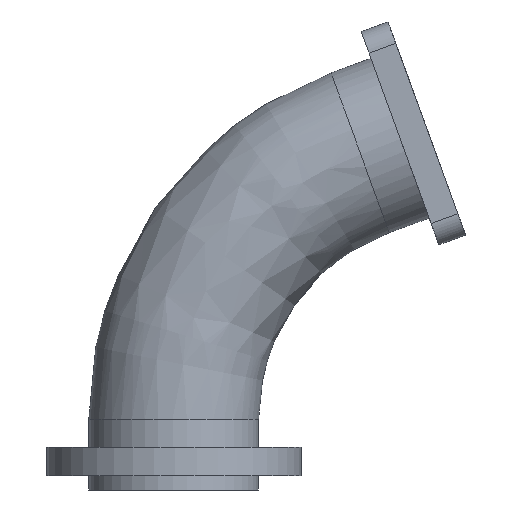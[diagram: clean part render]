
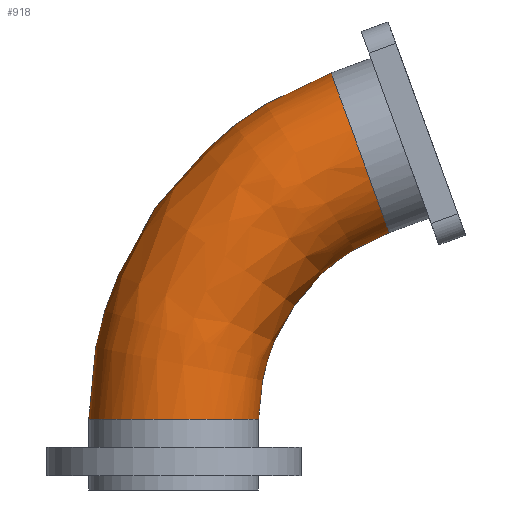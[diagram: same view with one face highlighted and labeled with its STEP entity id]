
A CAD part, left-side view. The second image highlights one B-rep face of the part: STEP entity #918.
In plain terms, the highlighted free-form (B-spline) face has degree [2, 2] with [3, 7] control points.
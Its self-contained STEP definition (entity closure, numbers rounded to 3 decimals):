
#410 = EDGE_CURVE('',#411,#413,#415,.T.);
#411 = VERTEX_POINT('',#412);
#412 = CARTESIAN_POINT('',(12.385,-31.142,
    48.334));
#413 = VERTEX_POINT('',#414);
#414 = CARTESIAN_POINT('',(12.385,-27.641,
    57.951));
#415 = ( BOUNDED_CURVE() B_SPLINE_CURVE(2,(#416,#417,#418,#419,#420,#421
,#422),.UNSPECIFIED.,.F.,.F.) B_SPLINE_CURVE_WITH_KNOTS((3,2,2,3),(
    1.963,3.796,5.629,7.462),
.PIECEWISE_BEZIER_KNOTS.) CURVE() GEOMETRIC_REPRESENTATION_ITEM() 
RATIONAL_B_SPLINE_CURVE((1.,0.609,1.,0.609,1.,
0.609,1.)) REPRESENTATION_ITEM('') );
#416 = CARTESIAN_POINT('',(12.385,-31.142,
    48.334));
#417 = CARTESIAN_POINT('',(5.712,-36.665,
    33.157));
#418 = CARTESIAN_POINT('',(-8.155,-33.028,
    43.15));
#419 = CARTESIAN_POINT('',(-22.021,-29.391,
    53.143));
#420 = CARTESIAN_POINT('',(-8.155,-25.754,
    63.135));
#421 = CARTESIAN_POINT('',(5.712,-22.117,
    73.128));
#422 = CARTESIAN_POINT('',(12.385,-27.641,
    57.951));
#713 = EDGE_CURVE('',#714,#411,#716,.T.);
#714 = VERTEX_POINT('',#715);
#715 = CARTESIAN_POINT('',(13.401,-26.288,
    51.879));
#716 = B_SPLINE_CURVE_WITH_KNOTS('',6,(#717,#718,#719,#720,#721,#722,
    #723,#724,#725,#726,#727,#728,#729,#730,#731,#732,#733),
  .UNSPECIFIED.,.F.,.F.,(7,5,5,7),(0.,0.356,0.689,1.),
  .UNSPECIFIED.);
#717 = CARTESIAN_POINT('',(13.401,-26.288,
    51.879));
#718 = CARTESIAN_POINT('',(13.401,-26.428,
    51.518));
#719 = CARTESIAN_POINT('',(13.387,-26.599,
    51.168));
#720 = CARTESIAN_POINT('',(13.36,-26.799,
    50.835));
#721 = CARTESIAN_POINT('',(13.32,-27.024,
    50.521));
#722 = CARTESIAN_POINT('',(13.269,-27.271,
    50.229));
#723 = CARTESIAN_POINT('',(13.152,-27.788,
    49.711));
#724 = CARTESIAN_POINT('',(13.088,-28.055,
    49.482));
#725 = CARTESIAN_POINT('',(13.017,-28.337,
    49.275));
#726 = CARTESIAN_POINT('',(12.942,-28.632,
    49.09));
#727 = CARTESIAN_POINT('',(12.864,-28.938,48.928));
#728 = CARTESIAN_POINT('',(12.714,-29.551,
    48.661));
#729 = CARTESIAN_POINT('',(12.641,-29.855,
    48.552));
#730 = CARTESIAN_POINT('',(12.569,-30.168,
    48.464));
#731 = CARTESIAN_POINT('',(12.502,-30.487,
    48.398));
#732 = CARTESIAN_POINT('',(12.44,-30.812,
    48.354));
#733 = CARTESIAN_POINT('',(12.385,-31.142,
    48.334));
#735 = EDGE_CURVE('',#736,#714,#738,.T.);
#736 = VERTEX_POINT('',#737);
#737 = CARTESIAN_POINT('',(13.25,-25.907,
    53.906));
#738 = B_SPLINE_CURVE_WITH_KNOTS('',6,(#739,#740,#741,#742,#743,#744,
    #745),.UNSPECIFIED.,.F.,.F.,(7,7),(0.,1.),.PIECEWISE_BEZIER_KNOTS.);
#739 = CARTESIAN_POINT('',(13.25,-25.907,
    53.906));
#740 = CARTESIAN_POINT('',(13.297,-25.907,
    53.565));
#741 = CARTESIAN_POINT('',(13.337,-25.932,
    53.221));
#742 = CARTESIAN_POINT('',(13.368,-25.982,
    52.877));
#743 = CARTESIAN_POINT('',(13.39,-26.059,
    52.537));
#744 = CARTESIAN_POINT('',(13.401,-26.161,
    52.203));
#745 = CARTESIAN_POINT('',(13.401,-26.288,
    51.879));
#747 = EDGE_CURVE('',#413,#736,#748,.T.);
#748 = B_SPLINE_CURVE_WITH_KNOTS('',7,(#749,#750,#751,#752,#753,#754,
    #755,#756,#757,#758,#759,#760,#761,#762),.UNSPECIFIED.,.F.,.F.,(8,6,
    8),(0.,0.442,1.),.UNSPECIFIED.);
#749 = CARTESIAN_POINT('',(12.385,-27.641,
    57.951));
#750 = CARTESIAN_POINT('',(12.433,-27.432,
    57.753));
#751 = CARTESIAN_POINT('',(12.485,-27.237,
    57.543));
#752 = CARTESIAN_POINT('',(12.54,-27.054,
    57.322));
#753 = CARTESIAN_POINT('',(12.597,-26.886,
    57.091));
#754 = CARTESIAN_POINT('',(12.657,-26.732,
    56.852));
#755 = CARTESIAN_POINT('',(12.717,-26.593,56.604)
  );
#756 = CARTESIAN_POINT('',(12.853,-26.313,
    56.027));
#757 = CARTESIAN_POINT('',(12.929,-26.18,
    55.694));
#758 = CARTESIAN_POINT('',(13.003,-26.072,
    55.35));
#759 = CARTESIAN_POINT('',(13.074,-25.99,
    54.997));
#760 = CARTESIAN_POINT('',(13.14,-25.935,
    54.637));
#761 = CARTESIAN_POINT('',(13.199,-25.907,
    54.273));
#762 = CARTESIAN_POINT('',(13.25,-25.907,
    53.906));
#918 = ADVANCED_FACE('',(#919),#944,.T.);
#919 = FACE_BOUND('',#920,.T.);
#920 = EDGE_LOOP('',(#921,#933,#939,#940,#941,#942,#943));
#921 = ORIENTED_EDGE('',*,*,#922,.T.);
#922 = EDGE_CURVE('',#923,#923,#925,.T.);
#923 = VERTEX_POINT('',#924);
#924 = CARTESIAN_POINT('',(13.401,0.,11.167));
#925 = ( BOUNDED_CURVE() B_SPLINE_CURVE(2,(#926,#927,#928,#929,#930,#931
,#932),.UNSPECIFIED.,.T.,.F.) B_SPLINE_CURVE_WITH_KNOTS((1,2,2,2,2,1),(
    -2.094,0.,2.094,4.189,6.283,
8.378),.UNSPECIFIED.) CURVE() GEOMETRIC_REPRESENTATION_ITEM() 
RATIONAL_B_SPLINE_CURVE((1.,0.5,1.,0.5,1.,0.5,1.)) REPRESENTATION_ITEM(
  '') );
#926 = CARTESIAN_POINT('',(13.401,0.,11.167));
#927 = CARTESIAN_POINT('',(13.401,23.211,
    11.167));
#928 = CARTESIAN_POINT('',(-6.7,11.605,
    11.167));
#929 = CARTESIAN_POINT('',(-26.801,0.,
    11.167));
#930 = CARTESIAN_POINT('',(-6.7,-11.605,
    11.167));
#931 = CARTESIAN_POINT('',(13.401,-23.211,
    11.167));
#932 = CARTESIAN_POINT('',(13.401,0.,11.167));
#933 = ORIENTED_EDGE('',*,*,#934,.T.);
#934 = EDGE_CURVE('',#923,#714,#935,.T.);
#935 = ( BOUNDED_CURVE() B_SPLINE_CURVE(2,(#936,#937,#938),
.UNSPECIFIED.,.F.,.F.) B_SPLINE_CURVE_WITH_KNOTS((3,3),(0.,
1.147),.PIECEWISE_BEZIER_KNOTS.) CURVE() 
GEOMETRIC_REPRESENTATION_ITEM() RATIONAL_B_SPLINE_CURVE((1.,
0.84,1.)) REPRESENTATION_ITEM('') );
#936 = CARTESIAN_POINT('',(13.401,0.,11.167));
#937 = CARTESIAN_POINT('',(13.401,0.,40.01));
#938 = CARTESIAN_POINT('',(13.401,-26.288,
    51.879));
#939 = ORIENTED_EDGE('',*,*,#713,.T.);
#940 = ORIENTED_EDGE('',*,*,#410,.T.);
#941 = ORIENTED_EDGE('',*,*,#747,.T.);
#942 = ORIENTED_EDGE('',*,*,#735,.T.);
#943 = ORIENTED_EDGE('',*,*,#934,.F.);
#944 = ( BOUNDED_SURFACE() B_SPLINE_SURFACE(2,2,(
    (#945,#946,#947,#948,#949,#950,#951)
    ,(#952,#953,#954,#955,#956,#957,#958)
    ,(#959,#960,#961,#962,#963,#964,#965
)),.UNSPECIFIED.,.F.,.T.,.F.) B_SPLINE_SURFACE_WITH_KNOTS((3,3),(3,2,2,3
    ),(0.,1.222),(1.571,3.665,5.76,
    7.854),.PIECEWISE_BEZIER_KNOTS.) 
GEOMETRIC_REPRESENTATION_ITEM() RATIONAL_B_SPLINE_SURFACE((
    (1.,0.5,1.,0.5,1.,0.5,1.)
    ,(0.819,0.41,0.819,0.41
      ,0.819,0.41,0.819)
,(1.,0.5,1.,0.5,1.,0.5,1.))) REPRESENTATION_ITEM('') SURFACE() );
#945 = CARTESIAN_POINT('',(13.401,0.,
    11.167));
#946 = CARTESIAN_POINT('',(13.401,-23.211,
    11.167));
#947 = CARTESIAN_POINT('',(-6.7,-11.605,
    11.167));
#948 = CARTESIAN_POINT('',(-26.801,0.,
    11.167));
#949 = CARTESIAN_POINT('',(-6.7,11.605,
    11.167));
#950 = CARTESIAN_POINT('',(13.401,23.211,
    11.167));
#951 = CARTESIAN_POINT('',(13.401,0.,
    11.167));
#952 = CARTESIAN_POINT('',(13.401,0.,
    42.445));
#953 = CARTESIAN_POINT('',(13.401,-23.211,
    26.193));
#954 = CARTESIAN_POINT('',(-6.7,-11.605,
    34.319));
#955 = CARTESIAN_POINT('',(-26.801,0.,
    42.445));
#956 = CARTESIAN_POINT('',(-6.7,11.605,
    50.571));
#957 = CARTESIAN_POINT('',(13.401,23.211,
    58.697));
#958 = CARTESIAN_POINT('',(13.401,0.,
    42.445));
#959 = CARTESIAN_POINT('',(13.401,-29.391,
    53.143));
#960 = CARTESIAN_POINT('',(13.401,-37.33,
    31.332));
#961 = CARTESIAN_POINT('',(-6.7,-33.361,
    42.237));
#962 = CARTESIAN_POINT('',(-26.801,-29.391,
    53.143));
#963 = CARTESIAN_POINT('',(-6.7,-25.422,
    64.048));
#964 = CARTESIAN_POINT('',(13.401,-21.453,
    74.954));
#965 = CARTESIAN_POINT('',(13.401,-29.391,
    53.143));
